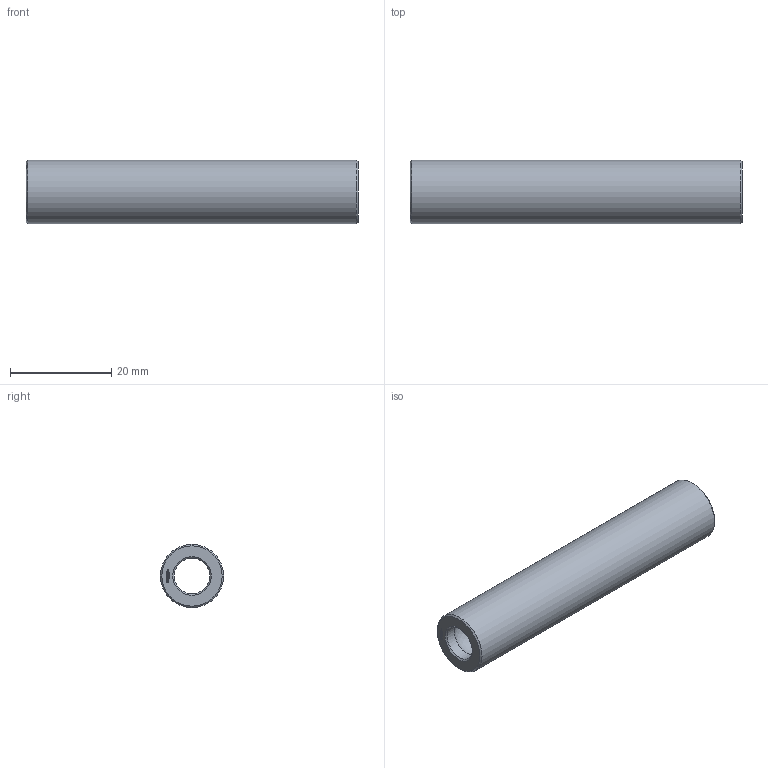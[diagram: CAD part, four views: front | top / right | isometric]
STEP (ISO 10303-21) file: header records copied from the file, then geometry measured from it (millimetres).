
FILE_DESCRIPTION(('FreeCAD Model'),'2;1');
FILE_NAME('Open CASCADE Shape Model','2024-01-02T17:25:10',(''),(''), 'Open CASCADE STEP processor 7.6','FreeCAD','Unknown');
FILE_SCHEMA(('AUTOMOTIVE_DESIGN { 1 0 10303 214 1 1 1 1 }'));
Length unit declared in the file: millimetre
Products named in the file (1): Spacer FRE BU01.00x05.25 - SPN-SPR-0070 (stemfie.org)
Bounding box: 65.62 x 12.5 x 12.5 mm (x, y, z)
Volume: 5049.8 mm3; surface area: 4335.4 mm2
Topology: 1 solids, 1 shells, 498 faces, 1372 edges, 909 vertices
Faces by surface type: plane 301, extrusion 178, cylinder 7, sphere 5, cone 4, revolution 3
Full cylindrical faces by diameter (mm): 7 x6, 12.5 x1
Entity records: 33741 total; most frequent: CARTESIAN_POINT 7307, DIRECTION 4256, VECTOR 3549, LINE 3371, ORIENTED_EDGE 2744, PCURVE 2744, DEFINITIONAL_REPRESENTATION 2744, EDGE_CURVE 1372
